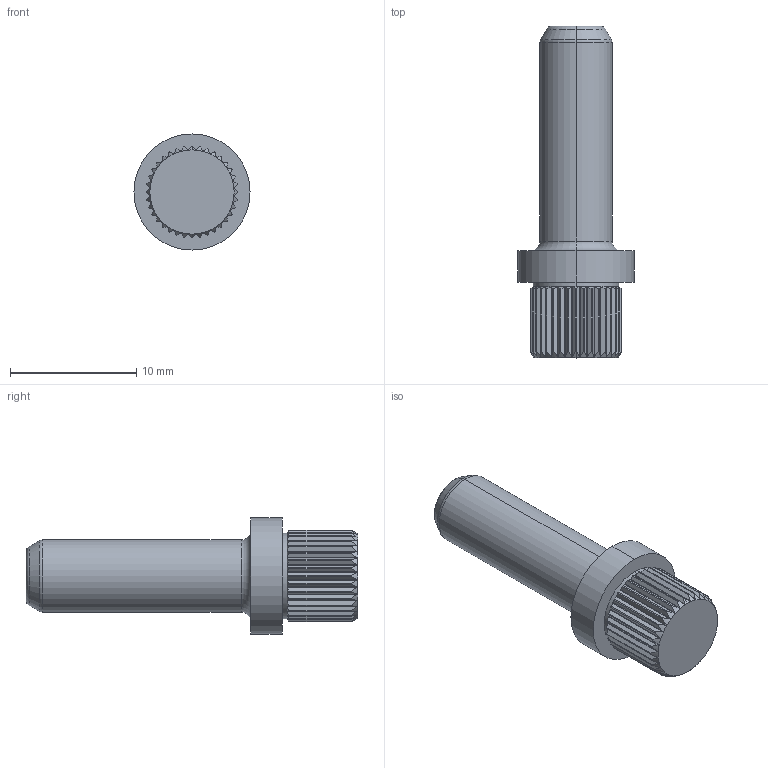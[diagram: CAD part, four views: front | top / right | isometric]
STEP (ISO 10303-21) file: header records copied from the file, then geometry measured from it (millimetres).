
FILE_DESCRIPTION (( 'STEP AP203' ), '1' );
FILE_NAME ('9104-06642-02104.STEP', '2016-09-02T14:48:12', ( 'sysadmin' ), ( '' ), 'SwSTEP 2.0', 'SolidWorks 2016', '' );
FILE_SCHEMA (( 'CONFIG_CONTROL_DESIGN' ));
Length unit declared in the file: millimetre
Products named in the file (1): 9104-06642-02104
Bounding box: 9.2 x 26.3 x 9.2 mm (x, y, z)
Volume: 849.8 mm3; surface area: 685.2 mm2
Topology: 1 solids, 1 shells, 238 faces, 656 edges, 422 vertices
Faces by surface type: plane 148, cylinder 43, cone 41, torus 6
Entity records: 7785 total; most frequent: CARTESIAN_POINT 1857, ORIENTED_EDGE 1312, DIRECTION 1130, EDGE_CURVE 656, VERTEX_POINT 422, AXIS2_PLACEMENT_3D 415, VECTOR 300, LINE 300
